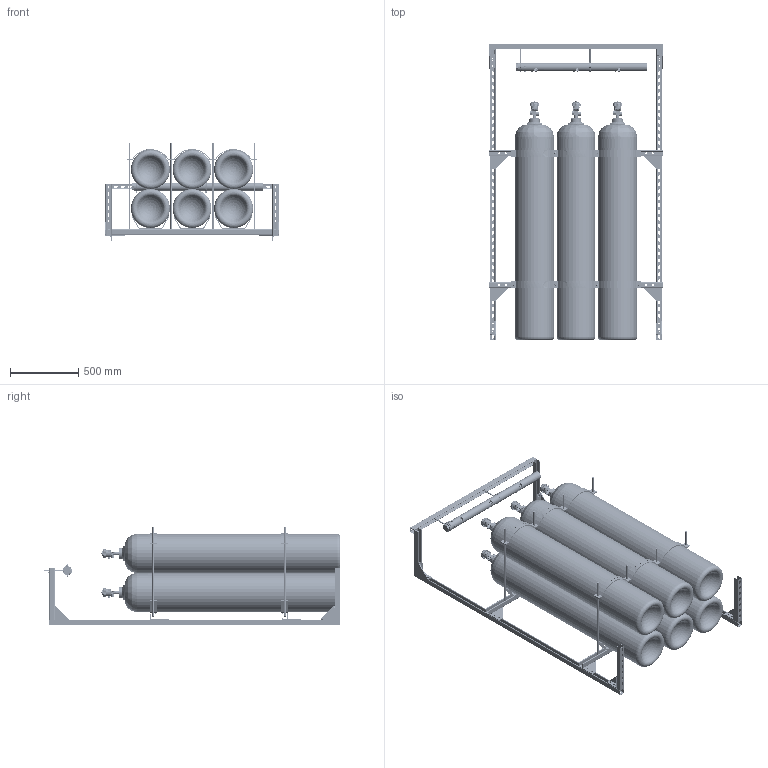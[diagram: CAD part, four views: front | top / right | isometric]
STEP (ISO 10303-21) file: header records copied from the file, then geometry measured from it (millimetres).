
FILE_DESCRIPTION (( 'STEP AP214' ), '1' );
FILE_NAME ('Cylinder Storage Rack, 80L, Metal Framing, Galvanized (6 cylinder 3x2) Six Cylinders.STEP', '2020-05-07T13:17:49', ( '' ), ( '' ), 'SwSTEP 2.0', 'SolidWorks 2019', '' );
FILE_SCHEMA (( 'AUTOMOTIVE_DESIGN' ));
Length unit declared in the file: inch
Products named in the file (42): V-000-950-101.stp; Support 1.stp; Restraint B.stp; V_MULLER_470B0019.stp; Clamp Assembly.stp; Stand 3.stp; Clamp.stp; 470B0019_HOUSING.stp; Cylinder Storage Rack, 80L, Metal Framing, Galvanized (6 cylinder 3x2) Six Cylinders.stp; P-000-950-110(-02).stp; Stand.stp; Base Plate 2_MIR.stp; Plate 1.stp; Clamp 2.stp; 470B0019_HEX NUT.stp; Restraint F.stp; PLUG_HEX HD_0.250 NPT M_CL 3000_ALY STL_GALV.stp; 470B0019_PLATE.stp; Support 2..stp; Rode.stp; 5342^V-000-950-101.stp; 470B0019_HANDLE.stp; Plate 2.stp; Stand 2.stp; 11BC615P_CYLINDER.stp; PLUG_HEX HD_1.500 NPT M_CL 3000_ALY STL_GALV.stp; Cylinder Storage Rack, 80L, Metal Framing, Galvanized (6 cylinder 3x2) Six Cylinders; P-000-950-111 (-02).stp; Rode 2.stp; Base Plate.stp; Base Plate 2.stp
Assembly tree (95 placements, depth 5):
  Cylinder Storage Rack, 80L, Metal Framing, Galvanized (6 cylinder 3x2) Six Cylinders
    Cylinder Storage Rack, 80L, Metal Framing, Galvanized (6 cylinder 3x2) Six Cylinders.stp
      V-000-950-101.stp
        V_MULLER_470B0019.stp
          470B0019_HOUSING.stp
          470B0019_PLATE.stp
          470B0019_HANDLE.stp
          470B0019_HEX NUT.stp
        11BC615P_CYLINDER.stp
        5342^V-000-950-101.stp
      V-000-950-101.stp
        V_MULLER_470B0019.stp
          470B0019_HOUSING.stp
          470B0019_PLATE.stp
          470B0019_HANDLE.stp
          470B0019_HEX NUT.stp
        11BC615P_CYLINDER.stp
        5342^V-000-950-101.stp
      V-000-950-101.stp
        V_MULLER_470B0019.stp
          470B0019_HOUSING.stp
          470B0019_PLATE.stp
          470B0019_HANDLE.stp
          470B0019_HEX NUT.stp
        11BC615P_CYLINDER.stp
        5342^V-000-950-101.stp
      V-000-950-101.stp
        V_MULLER_470B0019.stp
          470B0019_HOUSING.stp
          470B0019_PLATE.stp
          470B0019_HANDLE.stp
          470B0019_HEX NUT.stp
        11BC615P_CYLINDER.stp
        5342^V-000-950-101.stp
      V-000-950-101.stp
        V_MULLER_470B0019.stp
          470B0019_HOUSING.stp
          470B0019_PLATE.stp
          470B0019_HANDLE.stp
          470B0019_HEX NUT.stp
        11BC615P_CYLINDER.stp
        5342^V-000-950-101.stp
      V-000-950-101.stp
        V_MULLER_470B0019.stp
          470B0019_HOUSING.stp
          470B0019_PLATE.stp
          470B0019_HANDLE.stp
          470B0019_HEX NUT.stp
        11BC615P_CYLINDER.stp
        5342^V-000-950-101.stp
      P-000-950-111 (-02).stp
        PLUG_HEX HD_1.500 NPT M_CL 3000_ALY STL_GALV.stp
        PLUG_HEX HD_0.250 NPT M_CL 3000_ALY STL_GALV.stp  x2
        P-000-950-110(-02).stp
      Clamp Assembly.stp
        Clamp.stp
        Clamp 2.stp
      Clamp Assembly.stp
        Clamp.stp
        Clamp 2.stp
Bounding box: 1270 x 2174.88 x 724.33 mm (x, y, z)
Volume: 88525163.2 mm3; surface area: 21995360.4 mm2
Topology: 85 solids, 85 shells, 5291 faces, 13718 edges, 8816 vertices
Faces by surface type: plane 2037, cylinder 1660, bspline 670, cone 624, torus 244, sphere 56
Entity records: 93858 total; most frequent: CARTESIAN_POINT 44897, ORIENTED_EDGE 9870, DIRECTION 9605, EDGE_CURVE 4935, AXIS2_PLACEMENT_3D 3610, VERTEX_POINT 3212, LINE 2385, VECTOR 2385
